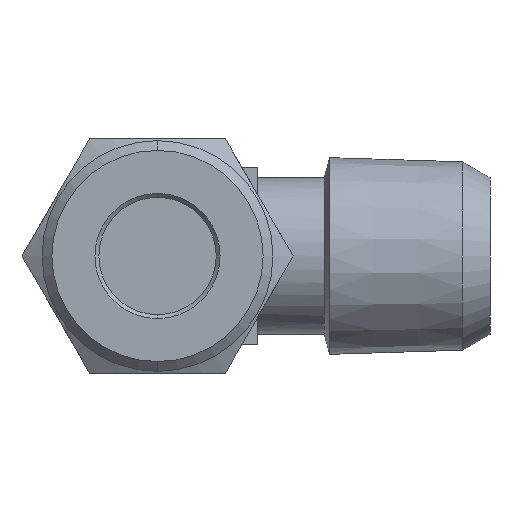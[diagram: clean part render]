
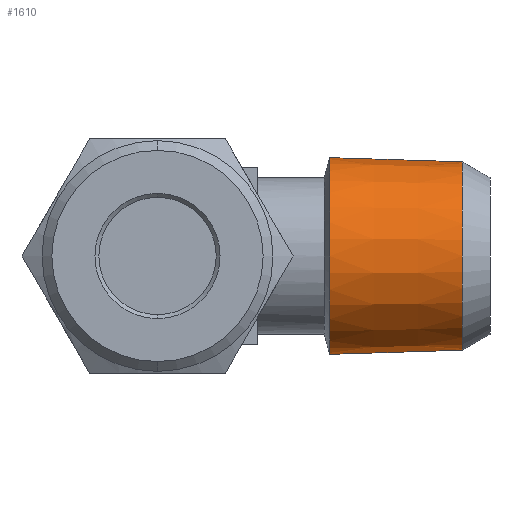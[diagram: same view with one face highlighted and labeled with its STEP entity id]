
A CAD part, front view. The second image highlights one B-rep face of the part: STEP entity #1610.
In plain terms, the highlighted conical face has half-angle 1.79 degrees and reference radius 5.072 mm.
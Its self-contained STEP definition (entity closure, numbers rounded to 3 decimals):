
#168 = CARTESIAN_POINT ( 'NONE',  ( 15.588, 17.5, 4.815 ) ) ;
#241 = ORIENTED_EDGE ( 'NONE', *, *, #671, .F. ) ;
#303 = AXIS2_PLACEMENT_3D ( 'NONE', #1848, #1150, #1853 ) ;
#423 = EDGE_CURVE ( 'NONE', #1356, #2202, #1311, .T. ) ;
#501 = CONICAL_SURFACE ( 'NONE', #1828, 5.073, 0.031 ) ;
#532 = CARTESIAN_POINT ( 'NONE',  ( 15.588, 17.5, 0. ) ) ;
#561 = EDGE_LOOP ( 'NONE', ( #764, #2050, #749, #241 ) ) ;
#568 = VERTEX_POINT ( 'NONE', #621 ) ;
#621 = CARTESIAN_POINT ( 'NONE',  ( 8.804, 17.5, -5.027 ) ) ;
#625 = VERTEX_POINT ( 'NONE', #1294 ) ;
#663 = LINE ( 'NONE', #667, #1061 ) ;
#667 = CARTESIAN_POINT ( 'NONE',  ( 7.348, 17.5, 5.073 ) ) ;
#671 = EDGE_CURVE ( 'NONE', #568, #625, #1252, .T. ) ;
#688 = DIRECTION ( 'NONE',  ( 0., 0., -1. ) ) ;
#727 = CARTESIAN_POINT ( 'NONE',  ( 7.348, 17.5, 0. ) ) ;
#749 = ORIENTED_EDGE ( 'NONE', *, *, #1905, .T. ) ;
#764 = ORIENTED_EDGE ( 'NONE', *, *, #1582, .F. ) ;
#884 = DIRECTION ( 'NONE',  ( 0., 0., 1. ) ) ;
#1061 = VECTOR ( 'NONE', #1521, 1000. ) ;
#1118 = AXIS2_PLACEMENT_3D ( 'NONE', #532, #1723, #688 ) ;
#1150 = DIRECTION ( 'NONE',  ( -1., 0., 0. ) ) ;
#1226 = DIRECTION ( 'NONE',  ( -1., 0., -0.031 ) ) ;
#1252 = CIRCLE ( 'NONE', #303, 5.027 ) ;
#1294 = CARTESIAN_POINT ( 'NONE',  ( 8.804, 17.5, 5.027 ) ) ;
#1311 = CIRCLE ( 'NONE', #1118, 4.815 ) ;
#1356 = VERTEX_POINT ( 'NONE', #168 ) ;
#1493 = LINE ( 'NONE', #2098, #2083 ) ;
#1521 = DIRECTION ( 'NONE',  ( -1., 0., 0.031 ) ) ;
#1582 = EDGE_CURVE ( 'NONE', #2202, #568, #1493, .T. ) ;
#1610 = ADVANCED_FACE ( 'NONE', ( #2105 ), #501, .T. ) ;
#1723 = DIRECTION ( 'NONE',  ( 1., 0., 0. ) ) ;
#1735 = DIRECTION ( 'NONE',  ( -1., 0., 0. ) ) ;
#1828 = AXIS2_PLACEMENT_3D ( 'NONE', #727, #1735, #884 ) ;
#1848 = CARTESIAN_POINT ( 'NONE',  ( 8.804, 17.5, 0. ) ) ;
#1853 = DIRECTION ( 'NONE',  ( 0., 0., 1. ) ) ;
#1905 = EDGE_CURVE ( 'NONE', #1356, #625, #663, .T. ) ;
#2050 = ORIENTED_EDGE ( 'NONE', *, *, #423, .F. ) ;
#2083 = VECTOR ( 'NONE', #1226, 1000. ) ;
#2098 = CARTESIAN_POINT ( 'NONE',  ( 7.348, 17.5, -5.073 ) ) ;
#2105 = FACE_OUTER_BOUND ( 'NONE', #561, .T. ) ;
#2202 = VERTEX_POINT ( 'NONE', #2209 ) ;
#2209 = CARTESIAN_POINT ( 'NONE',  ( 15.588, 17.5, -4.815 ) ) ;
